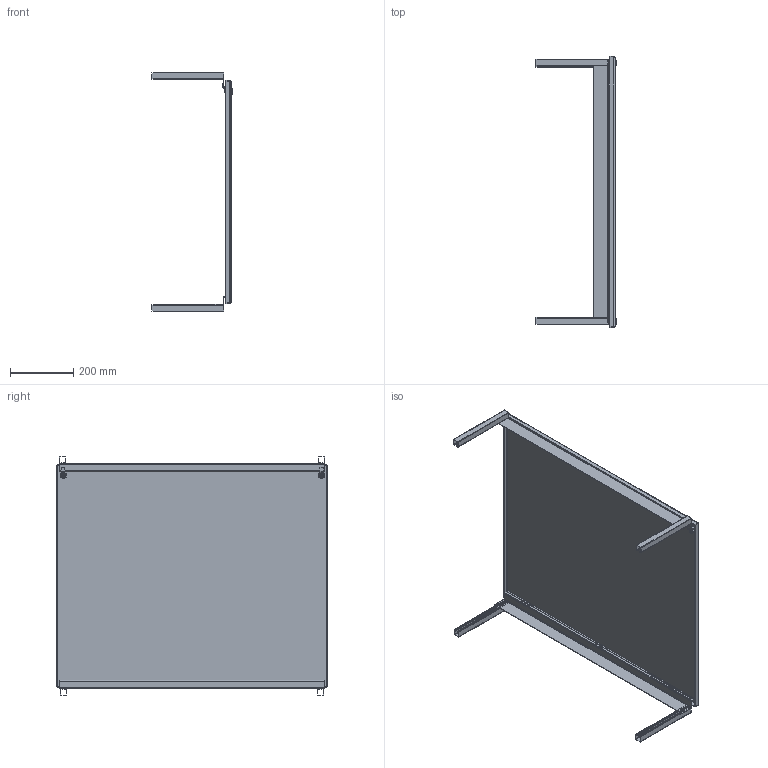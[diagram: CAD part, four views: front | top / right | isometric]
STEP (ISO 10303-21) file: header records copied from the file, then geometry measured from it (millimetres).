
FILE_DESCRIPTION (( 'STEP AP214' ), '1' );
FILE_NAME ('ESP3630.STEP', '2019-09-05T16:08:59', ( '' ), ( '' ), 'SwSTEP 2.0', 'SolidWorks 2018', '' );
FILE_SCHEMA (( 'AUTOMOTIVE_DESIGN' ));
Length unit declared in the file: inch
Products named in the file (1): ESP3630
Bounding box: 252.81 x 857.25 x 754.53 mm (x, y, z)
Volume: 1895850.5 mm3; surface area: 1741089.8 mm2
Topology: 14 solids, 14 shells, 634 faces, 1654 edges, 1078 vertices
Faces by surface type: plane 376, cylinder 190, bspline 38, torus 18, cone 12
Entity records: 29637 total; most frequent: CARTESIAN_POINT 5367, ORIENTED_EDGE 3308, DIRECTION 3308, EDGE_CURVE 1654, AXIS2_PLACEMENT_3D 1123, VERTEX_POINT 1078, VECTOR 1062, LINE 1062
